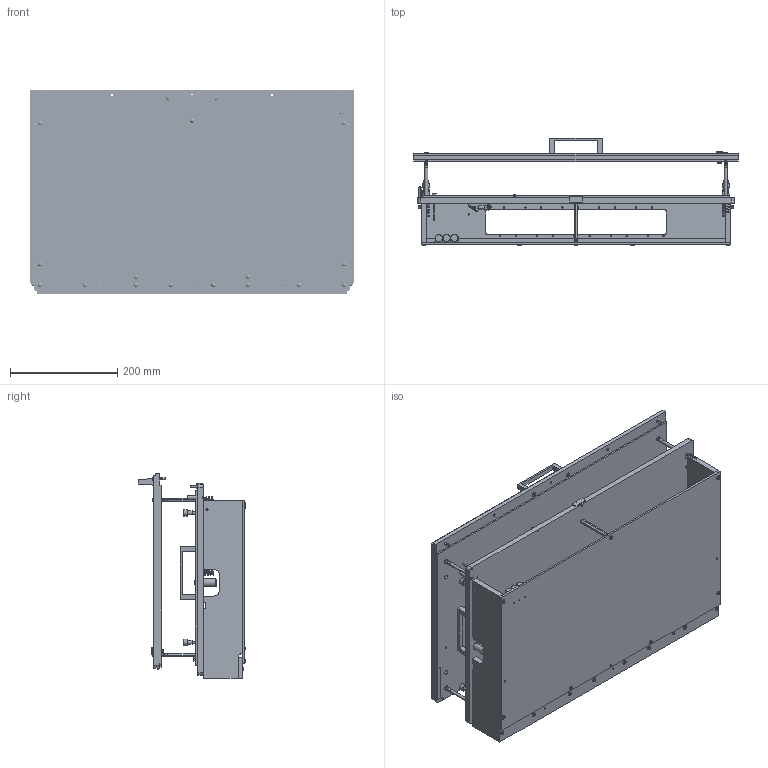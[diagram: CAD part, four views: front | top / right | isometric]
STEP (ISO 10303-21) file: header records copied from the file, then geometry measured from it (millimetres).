
FILE_DESCRIPTION (( 'STEP AP203' ), '1' );
FILE_NAME ('INGUN_46242-KIT.STEP', '2023-07-27T09:37:44', ( '' ), ( '' ), 'SwSTEP 2.0', 'SolidWorks 2021', '' );
FILE_SCHEMA (( 'CONFIG_CONTROL_DESIGN' ));
Length unit declared in the file: millimetre
Products named in the file (58): 48213~0_S; 41367~6_S; DIN912~n_M04,0x016; 113166~0_S; DIN7991~n_M03,0x006; 45867~5_S; 43627~0; DIN6325~n_06,0m6x030; 45871~4_S; 114124~0_S; 43627~0_Hub 22,5mm<Standard>; 45868~3; 47906~1_flexibel <Default>; 41369~1_S; 1607~1; 41880~3; 46033~2_S; 19141~0_S; 2229~6; KS-113-Master__ADA~ks_KS-113 23; 45981~5_f〉 ESD schwarz<S>; 9286~0; DIN6325~n_03,0m6x024; SKB-II~skii_M4,0x73 St; Gewindebuchse~n_M04-09,5 offen; INGUN_46242-KIT; 45865~3_S; 46240~4_ICT Stellung (kontaktiert)  <S>; ISO7380~n_M04,0x012; 45981~5_f〉 ESD schwarz<Standard>; DIN7979~n_04,0m6x020M3; 53731~0; 48840~2_S; 32293~0_S; 3699~0; 41899~3_flexiebel <S>; DIN7991~n_M03,0x020; GKS-114-0015__ADA~gks_Hub = 08,0 <S>; 45869~1_S; DIN6325~n_03,0m6x016 ...
Assembly tree (123 placements, depth 5):
  INGUN_46242-KIT
    46240~4_ICT Stellung (kontaktiert)  <S>
      41899~3_flexiebel <S>
        KS-113-Master__ADA~ks_KS-113 23
        GKS-114-0015__ADA~gks_Hub = 08,0 <S>
        53731~0
        3917~3_M 3 A
      46241~1_S
        45981~5_f〉 ESD schwarz<S>
          45981~5_f〉 ESD schwarz<Standard>
          Gewindebuchse~n_M04-09,5 offen  x4
      45865~3_S
        45865~3_S
        Gewindebuchse~n_M05-03,9 offen  x3
      45867~5_S
        45867~5_S
        DIN6325~n_04,0m6x016
      114124~0_S
        114124~0_S
        DIN6325~n_04,0m6x016
      45868~3
      45869~1_S
      42247~2_S
      43627~0_Hub 22,5mm<Standard>
      2196~6  x2
      2229~6  x2
      46869~0_S  x4
      1607~1  x2
      32293~0_S
      41880~3
      48840~2_S
        19141~0_S
        14846~0_f〉 48840 <S>
      5015~0
      113166~0_S
        3699~0
      SKB-II~skii_M4,0x73 St
      41367~6_S  x3
      ISO7380~n_M03,0x005
      ISO7380~n_M04,0x012  x31
      DIN7991~n_M03,0x010 VA
      DIN6325~n_03,0m6x016
      DIN6325~n_03,0m6x024
      DIN6325~n_04,0m6x016  x2
      DIN6325~n_06,0m6x030
      DIN7991~n_M03,0x006  x3
      DIN6325~n_03,0m6x006  x4
      43627~0  x5
    46033~2_S
      47906~1_flexibel <Default>
        41369~1_S  x4
        5015~0
        DIN7979~n_04,0m6x020M3  x2
        1607~1
        48213~0_S
        9286~0
        ISO7380~n_M04,0x020  x4
        DIN7991~n_M03,0x020
        DIN934~n_M03,0
        ISO7380~n_M03,0x006  x2
Bounding box: 606 x 200.45 x 383 mm (x, y, z)
Volume: 7722786 mm3; surface area: 1971530.9 mm2
Topology: 115 solids, 115 shells, 3672 faces, 8679 edges, 5591 vertices
Faces by surface type: cylinder 1639, plane 1459, cone 354, torus 156, sphere 52, bspline 12
Entity records: 60886 total; most frequent: CARTESIAN_POINT 13823, DIRECTION 8950, ORIENTED_EDGE 7500, EDGE_CURVE 3750, AXIS2_PLACEMENT_3D 3567, VERTEX_POINT 2444, EDGE_LOOP 2022, CIRCLE 1858
